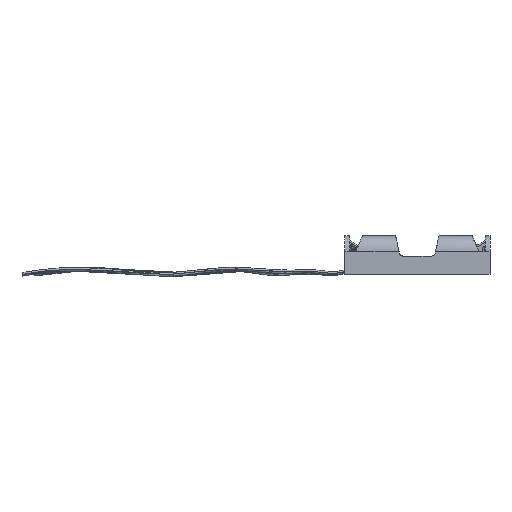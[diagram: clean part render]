
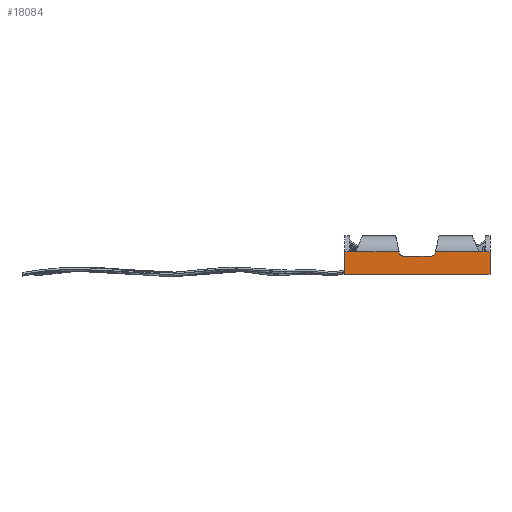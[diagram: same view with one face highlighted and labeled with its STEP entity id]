
A CAD part, front view. The second image highlights one B-rep face of the part: STEP entity #18084.
In plain terms, the highlighted planar face has unit normal (0, -1, 0).
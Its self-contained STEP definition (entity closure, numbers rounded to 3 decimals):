
#79 = DIRECTION ( 'NONE',  ( -1., 0., 0. ) ) ;
#471 = DIRECTION ( 'NONE',  ( 0., 1., 0. ) ) ;
#730 = ORIENTED_EDGE ( 'NONE', *, *, #25590, .T. ) ;
#892 = ORIENTED_EDGE ( 'NONE', *, *, #16917, .T. ) ;
#2051 = VERTEX_POINT ( 'NONE', #16794 ) ;
#2235 = VERTEX_POINT ( 'NONE', #27075 ) ;
#2324 = AXIS2_PLACEMENT_3D ( 'NONE', #22401, #8143, #24775 ) ;
#3038 = ORIENTED_EDGE ( 'NONE', *, *, #30896, .F. ) ;
#3079 = CARTESIAN_POINT ( 'NONE',  ( -28.448, -30.734, 0. ) ) ;
#3085 = CARTESIAN_POINT ( 'NONE',  ( 5.458, -30.734, 7.112 ) ) ;
#3370 = VECTOR ( 'NONE', #26882, 1000. ) ;
#3549 = CARTESIAN_POINT ( 'NONE',  ( 28.448, -30.734, 0. ) ) ;
#3657 = ORIENTED_EDGE ( 'NONE', *, *, #15000, .T. ) ;
#3909 = CARTESIAN_POINT ( 'NONE',  ( -25.25, -30.734, 8.763 ) ) ;
#4257 = AXIS2_PLACEMENT_3D ( 'NONE', #14729, #471, #17136 ) ;
#4425 = CIRCLE ( 'NONE', #2324, 1.588 ) ;
#4522 = CARTESIAN_POINT ( 'NONE',  ( -28.448, -30.734, 8.763 ) ) ;
#4828 = LINE ( 'NONE', #30387, #16743 ) ;
#4897 = LINE ( 'NONE', #11496, #16813 ) ;
#4975 = LINE ( 'NONE', #28091, #16902 ) ;
#5099 = ORIENTED_EDGE ( 'NONE', *, *, #24741, .T. ) ;
#5158 = CARTESIAN_POINT ( 'NONE',  ( 6.731, -30.734, 7.112 ) ) ;
#5563 = CARTESIAN_POINT ( 'NONE',  ( -6.731, -30.734, 7.112 ) ) ;
#5846 = VERTEX_POINT ( 'NONE', #30021 ) ;
#5908 = VECTOR ( 'NONE', #19724, 1000. ) ;
#6162 = DIRECTION ( 'NONE',  ( -0.217, 0., 0.976 ) ) ;
#6432 = LINE ( 'NONE', #11966, #24679 ) ;
#6549 = EDGE_CURVE ( 'NONE', #2235, #11425, #4425, .T. ) ;
#6909 = DIRECTION ( 'NONE',  ( -1., 0., 0. ) ) ;
#6952 = DIRECTION ( 'NONE',  ( 0., 0., -1. ) ) ;
#7417 = CARTESIAN_POINT ( 'NONE',  ( -7.098, -30.734, 8.763 ) ) ;
#8076 = CARTESIAN_POINT ( 'NONE',  ( -28.448, -30.734, 8.763 ) ) ;
#8143 = DIRECTION ( 'NONE',  ( 0., 1., 0. ) ) ;
#8369 = VECTOR ( 'NONE', #18061, 1000. ) ;
#8481 = CARTESIAN_POINT ( 'NONE',  ( -28.448, -30.734, 0. ) ) ;
#9272 = LINE ( 'NONE', #8076, #22688 ) ;
#9396 = DIRECTION ( 'NONE',  ( 0., 1., 0. ) ) ;
#10075 = EDGE_CURVE ( 'NONE', #13967, #15191, #25443, .T. ) ;
#10449 = CARTESIAN_POINT ( 'NONE',  ( 7.098, -30.734, 8.763 ) ) ;
#10660 = ORIENTED_EDGE ( 'NONE', *, *, #6549, .T. ) ;
#11425 = VERTEX_POINT ( 'NONE', #3085 ) ;
#11496 = CARTESIAN_POINT ( 'NONE',  ( -26.543, -30.734, 8.763 ) ) ;
#11578 = EDGE_CURVE ( 'NONE', #27842, #19844, #6432, .T. ) ;
#11813 = VECTOR ( 'NONE', #12142, 1000. ) ;
#11966 = CARTESIAN_POINT ( 'NONE',  ( -28.448, -30.734, 8.763 ) ) ;
#12142 = DIRECTION ( 'NONE',  ( -0.217, 0., -0.976 ) ) ;
#12331 = VERTEX_POINT ( 'NONE', #14720 ) ;
#12870 = DIRECTION ( 'NONE',  ( -1., 0., 0. ) ) ;
#13896 = DIRECTION ( 'NONE',  ( -1., 0., 0. ) ) ;
#13967 = VERTEX_POINT ( 'NONE', #7417 ) ;
#14395 = EDGE_CURVE ( 'NONE', #21097, #13967, #4828, .T. ) ;
#14691 = CARTESIAN_POINT ( 'NONE',  ( -28.448, -30.734, 8.763 ) ) ;
#14720 = CARTESIAN_POINT ( 'NONE',  ( -26.543, -30.734, 8.763 ) ) ;
#14729 = CARTESIAN_POINT ( 'NONE',  ( -5.458, -30.734, 8.7 ) ) ;
#14800 = CARTESIAN_POINT ( 'NONE',  ( -28.448, -30.734, 8.763 ) ) ;
#14828 = VERTEX_POINT ( 'NONE', #3549 ) ;
#15000 = EDGE_CURVE ( 'NONE', #12331, #15743, #9272, .T. ) ;
#15082 = CIRCLE ( 'NONE', #4257, 1.588 ) ;
#15191 = VERTEX_POINT ( 'NONE', #3909 ) ;
#15406 = VECTOR ( 'NONE', #17093, 1000. ) ;
#15445 = LINE ( 'NONE', #8481, #8369 ) ;
#15743 = VERTEX_POINT ( 'NONE', #14800 ) ;
#15845 = VERTEX_POINT ( 'NONE', #25087 ) ;
#16114 = CARTESIAN_POINT ( 'NONE',  ( 25.25, -30.734, 8.763 ) ) ;
#16484 = PLANE ( 'NONE',  #24489 ) ;
#16693 = ORIENTED_EDGE ( 'NONE', *, *, #21542, .T. ) ;
#16743 = VECTOR ( 'NONE', #6162, 1000. ) ;
#16794 = CARTESIAN_POINT ( 'NONE',  ( 26.543, -30.734, 8.763 ) ) ;
#16813 = VECTOR ( 'NONE', #13896, 1000. ) ;
#16902 = VECTOR ( 'NONE', #30487, 1000. ) ;
#16917 = EDGE_CURVE ( 'NONE', #19844, #2235, #18898, .T. ) ;
#17093 = DIRECTION ( 'NONE',  ( -1., 0., 0. ) ) ;
#17136 = DIRECTION ( 'NONE',  ( 0., 0., 1. ) ) ;
#18061 = DIRECTION ( 'NONE',  ( 1., 0., 0. ) ) ;
#18084 = ADVANCED_FACE ( 'NONE', ( #19785 ), #16484, .F. ) ;
#18898 = LINE ( 'NONE', #5158, #11813 ) ;
#19035 = CARTESIAN_POINT ( 'NONE',  ( 28.448, -30.734, 15.113 ) ) ;
#19724 = DIRECTION ( 'NONE',  ( -1., 0., 0. ) ) ;
#19785 = FACE_OUTER_BOUND ( 'NONE', #23632, .T. ) ;
#19844 = VERTEX_POINT ( 'NONE', #10449 ) ;
#21097 = VERTEX_POINT ( 'NONE', #22866 ) ;
#21257 = CARTESIAN_POINT ( 'NONE',  ( -28.448, -30.734, 15.113 ) ) ;
#21542 = EDGE_CURVE ( 'NONE', #2051, #27842, #24889, .T. ) ;
#22401 = CARTESIAN_POINT ( 'NONE',  ( 5.458, -30.734, 8.7 ) ) ;
#22403 = LINE ( 'NONE', #4522, #27977 ) ;
#22688 = VECTOR ( 'NONE', #12870, 1000. ) ;
#22866 = CARTESIAN_POINT ( 'NONE',  ( -7.007, -30.734, 8.355 ) ) ;
#23632 = EDGE_LOOP ( 'NONE', ( #892, #10660, #24387, #5099, #24846, #26671, #28179, #3657, #730, #26818, #3038, #27284, #16693, #28059 ) ) ;
#23815 = LINE ( 'NONE', #5563, #3370 ) ;
#24387 = ORIENTED_EDGE ( 'NONE', *, *, #30298, .T. ) ;
#24489 = AXIS2_PLACEMENT_3D ( 'NONE', #21257, #9396, #26031 ) ;
#24679 = VECTOR ( 'NONE', #79, 1000. ) ;
#24741 = EDGE_CURVE ( 'NONE', #15845, #21097, #15082, .T. ) ;
#24775 = DIRECTION ( 'NONE',  ( 0., 0., 1. ) ) ;
#24846 = ORIENTED_EDGE ( 'NONE', *, *, #14395, .T. ) ;
#24889 = LINE ( 'NONE', #29195, #5908 ) ;
#25020 = EDGE_CURVE ( 'NONE', #29145, #14828, #15445, .T. ) ;
#25087 = CARTESIAN_POINT ( 'NONE',  ( -5.458, -30.734, 7.112 ) ) ;
#25285 = LINE ( 'NONE', #19035, #30864 ) ;
#25443 = LINE ( 'NONE', #14691, #15406 ) ;
#25590 = EDGE_CURVE ( 'NONE', #15743, #29145, #4975, .T. ) ;
#26031 = DIRECTION ( 'NONE',  ( 0., 0., 1. ) ) ;
#26671 = ORIENTED_EDGE ( 'NONE', *, *, #10075, .T. ) ;
#26818 = ORIENTED_EDGE ( 'NONE', *, *, #25020, .T. ) ;
#26882 = DIRECTION ( 'NONE',  ( -1., 0., 0. ) ) ;
#27075 = CARTESIAN_POINT ( 'NONE',  ( 7.007, -30.734, 8.355 ) ) ;
#27284 = ORIENTED_EDGE ( 'NONE', *, *, #28808, .T. ) ;
#27842 = VERTEX_POINT ( 'NONE', #16114 ) ;
#27977 = VECTOR ( 'NONE', #6909, 1000. ) ;
#28059 = ORIENTED_EDGE ( 'NONE', *, *, #11578, .T. ) ;
#28091 = CARTESIAN_POINT ( 'NONE',  ( -28.448, -30.734, 15.113 ) ) ;
#28179 = ORIENTED_EDGE ( 'NONE', *, *, #28726, .T. ) ;
#28726 = EDGE_CURVE ( 'NONE', #15191, #12331, #4897, .T. ) ;
#28808 = EDGE_CURVE ( 'NONE', #5846, #2051, #22403, .T. ) ;
#29145 = VERTEX_POINT ( 'NONE', #3079 ) ;
#29195 = CARTESIAN_POINT ( 'NONE',  ( 26.543, -30.734, 8.763 ) ) ;
#30021 = CARTESIAN_POINT ( 'NONE',  ( 28.448, -30.734, 8.763 ) ) ;
#30298 = EDGE_CURVE ( 'NONE', #11425, #15845, #23815, .T. ) ;
#30387 = CARTESIAN_POINT ( 'NONE',  ( -8.509, -30.734, 15.113 ) ) ;
#30487 = DIRECTION ( 'NONE',  ( 0., 0., -1. ) ) ;
#30864 = VECTOR ( 'NONE', #6952, 1000. ) ;
#30896 = EDGE_CURVE ( 'NONE', #5846, #14828, #25285, .T. ) ;
